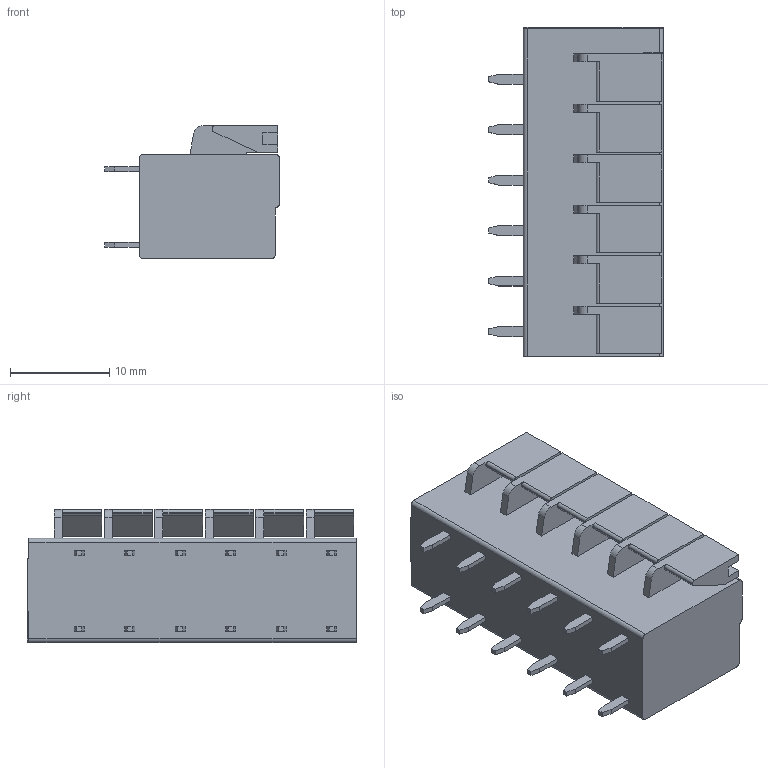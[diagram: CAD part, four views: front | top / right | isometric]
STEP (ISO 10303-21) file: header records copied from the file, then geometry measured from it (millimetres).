
FILE_DESCRIPTION((''),'2;1');
FILE_NAME('PRT0016','2020-06-08T',('P'),(''),'PRO/ENGINEER BY PARAMETRIC TECHNOLOGY CORPORATION, 2010280','PRO/ENGINEER BY PARAMETRIC TECHNOLOGY CORPORATION, 2010280','');
FILE_SCHEMA(('CONFIG_CONTROL_DESIGN'));
Length unit declared in the file: millimetre
Products named in the file (1): PRT0016
Bounding box: 17.6 x 33.18 x 13.4 mm (x, y, z)
Volume: 5124.1 mm3; surface area: 2971.2 mm2
Topology: 1 solids, 3 shells, 279 faces, 793 edges, 549 vertices
Faces by surface type: plane 228, cylinder 34, cone 14, torus 3
Entity records: 9115 total; most frequent: CARTESIAN_POINT 1646, ORIENTED_EDGE 1586, DIRECTION 1458, EDGE_CURVE 793, VECTOR 674, LINE 674, VERTEX_POINT 549, AXIS2_PLACEMENT_3D 392
